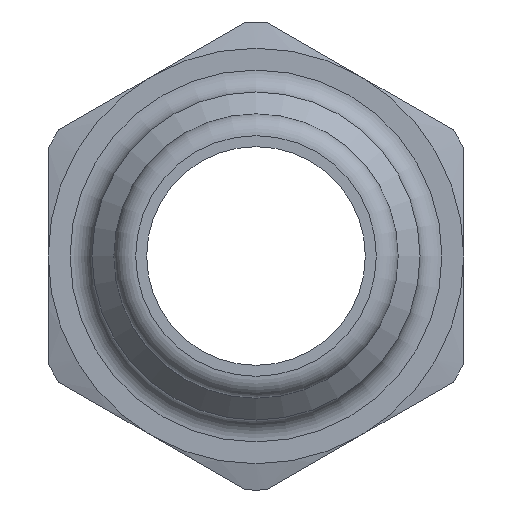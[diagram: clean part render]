
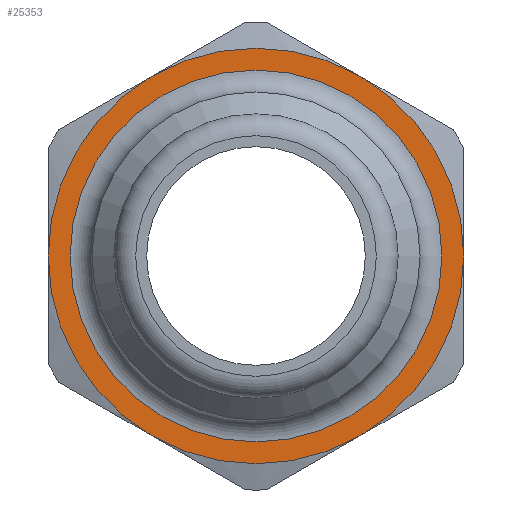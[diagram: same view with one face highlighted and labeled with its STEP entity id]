
A CAD part, left-side view. The second image highlights one B-rep face of the part: STEP entity #25353.
In plain terms, the highlighted planar face has unit normal (-1, 0, 0).
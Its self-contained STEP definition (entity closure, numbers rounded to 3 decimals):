
#188=CARTESIAN_POINT('',(21.5,4.75,-8.227));
#189=VERTEX_POINT('',#188);
#270=CARTESIAN_POINT('',(21.5,-4.75,-8.227));
#271=VERTEX_POINT('',#270);
#352=CARTESIAN_POINT('',(21.5,-9.5,0.));
#353=VERTEX_POINT('',#352);
#434=CARTESIAN_POINT('',(21.5,-4.75,8.227));
#435=VERTEX_POINT('',#434);
#516=CARTESIAN_POINT('',(21.5,4.75,8.227));
#517=VERTEX_POINT('',#516);
#837=CARTESIAN_POINT('',(21.5,9.5,0.0));
#838=VERTEX_POINT('',#837);
#839=CARTESIAN_POINT('',(21.5,0.0,0.0));
#840=DIRECTION('',(1.0,0.0,0.0));
#841=DIRECTION('',(0.0,1.0,0.0));
#842=AXIS2_PLACEMENT_3D('',#839,#840,#841);
#843=CIRCLE('',#842,9.5);
#844=EDGE_CURVE('',#189,#838,#843,.T.);
#883=CARTESIAN_POINT('',(21.5,0.0,0.0));
#884=DIRECTION('',(1.0,0.0,0.0));
#885=DIRECTION('',(0.0,1.0,0.0));
#886=AXIS2_PLACEMENT_3D('',#883,#884,#885);
#887=CIRCLE('',#886,9.5);
#888=EDGE_CURVE('',#838,#517,#887,.T.);
#901=CARTESIAN_POINT('',(21.5,0.0,0.0));
#902=DIRECTION('',(1.0,0.0,0.0));
#903=DIRECTION('',(0.0,1.0,0.0));
#904=AXIS2_PLACEMENT_3D('',#901,#902,#903);
#905=CIRCLE('',#904,9.5);
#906=EDGE_CURVE('',#517,#435,#905,.T.);
#919=CARTESIAN_POINT('',(21.5,0.0,0.0));
#920=DIRECTION('',(1.0,0.0,0.0));
#921=DIRECTION('',(0.0,1.0,0.0));
#922=AXIS2_PLACEMENT_3D('',#919,#920,#921);
#923=CIRCLE('',#922,9.5);
#924=EDGE_CURVE('',#435,#353,#923,.T.);
#937=CARTESIAN_POINT('',(21.5,0.0,0.0));
#938=DIRECTION('',(1.0,0.0,0.0));
#939=DIRECTION('',(0.0,1.0,0.0));
#940=AXIS2_PLACEMENT_3D('',#937,#938,#939);
#941=CIRCLE('',#940,9.5);
#942=EDGE_CURVE('',#353,#271,#941,.T.);
#25299=CARTESIAN_POINT('',(21.5,8.5,0.));
#25300=VERTEX_POINT('',#25299);
#25301=CARTESIAN_POINT('',(21.5,0.0,0.0));
#25302=DIRECTION('',(-1.0,0.0,0.0));
#25303=DIRECTION('',(0.0,-1.0,0.0));
#25304=AXIS2_PLACEMENT_3D('',#25301,#25302,#25303);
#25305=CIRCLE('',#25304,8.5);
#25306=EDGE_CURVE('',#25300,#25300,#25305,.T.);
#25331=CARTESIAN_POINT('',(21.5,8.5,0.0));
#25332=DIRECTION('',(-1.0,0.0,0.0));
#25333=DIRECTION('',(0.0,0.0,1.0));
#25334=AXIS2_PLACEMENT_3D('',#25331,#25332,#25333);
#25335=PLANE('',#25334);
#25336=ORIENTED_EDGE('',*,*,#888,.F.);
#25337=ORIENTED_EDGE('',*,*,#844,.F.);
#25338=CARTESIAN_POINT('',(21.5,0.0,0.0));
#25339=DIRECTION('',(1.0,0.0,0.0));
#25340=DIRECTION('',(0.0,1.0,0.0));
#25341=AXIS2_PLACEMENT_3D('',#25338,#25339,#25340);
#25342=CIRCLE('',#25341,9.5);
#25343=EDGE_CURVE('',#271,#189,#25342,.T.);
#25344=ORIENTED_EDGE('',*,*,#25343,.F.);
#25345=ORIENTED_EDGE('',*,*,#942,.F.);
#25346=ORIENTED_EDGE('',*,*,#924,.F.);
#25347=ORIENTED_EDGE('',*,*,#906,.F.);
#25348=EDGE_LOOP('',(#25336,#25337,#25344,#25345,#25346,#25347));
#25349=FACE_OUTER_BOUND('',#25348,.T.);
#25350=ORIENTED_EDGE('',*,*,#25306,.F.);
#25351=EDGE_LOOP('',(#25350));
#25352=FACE_BOUND('',#25351,.T.);
#25353=ADVANCED_FACE('',(#25349,#25352),#25335,.T.);
